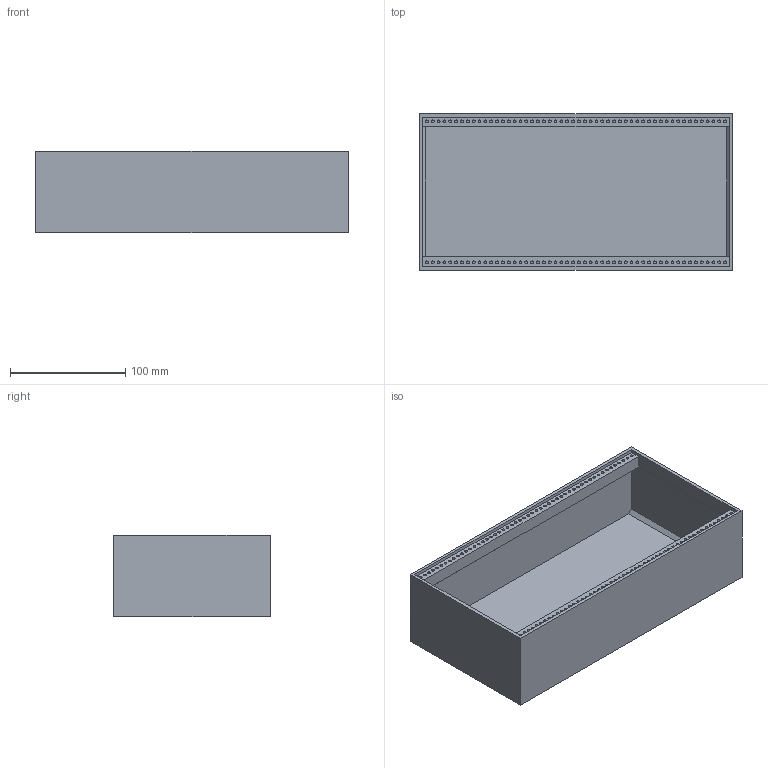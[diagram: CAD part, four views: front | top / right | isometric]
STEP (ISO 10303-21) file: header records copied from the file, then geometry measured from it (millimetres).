
FILE_DESCRIPTION(('HOOPS Exchange Step'),'2;1');
FILE_NAME('3U52hp-71mm-2.5hole.translucent.stp','2025-04-23T16:14:36+08:00',('kevin'),('Unknown organisation'),'HOOPS Exchange 2023.2','HOOPS Exchange','Unknown authorisation');
FILE_SCHEMA( ('AP203_CONFIGURATION_CONTROLLED_3D_DESIGN_OF_MECHANICAL_PARTS_AND_ASSEMBLIES_MIM_LF') );
Length unit declared in the file: millimetre
Products named in the file (1): 3U52hp-71mm-2.5hole.translucent
Bounding box: 271.9 x 136 x 71 mm (x, y, z)
Volume: 289023.2 mm3; surface area: 201345.1 mm2
Topology: 1 solids, 1 shells, 245 faces, 510 edges, 376 vertices
Faces by surface type: plane 137, cylinder 108
Full cylindrical faces by diameter (mm): 2.5 x104, 13 x4
Entity records: 6855 total; most frequent: DIRECTION 1328, CARTESIAN_POINT 1132, ORIENTED_EDGE 1020, AXIS2_PLACEMENT_3D 572, EDGE_CURVE 510, VERTEX_POINT 376, EDGE_LOOP 356, FACE_BOUND 356
